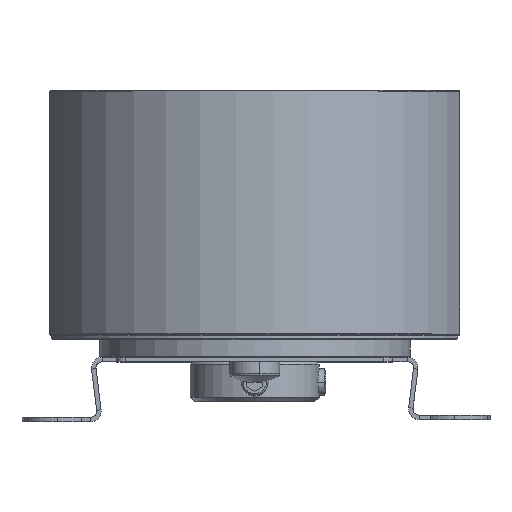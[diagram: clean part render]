
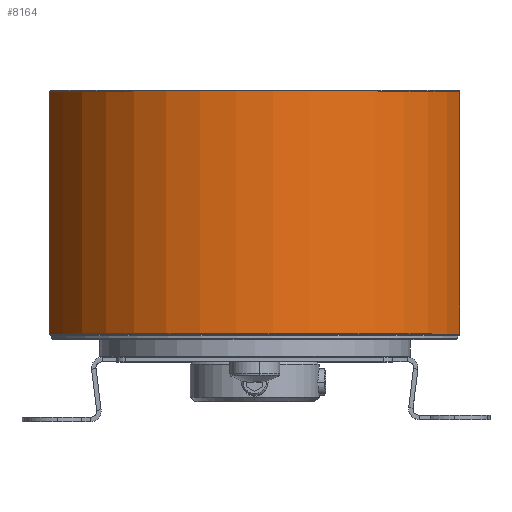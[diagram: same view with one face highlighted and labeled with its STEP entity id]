
A CAD part, top view. The second image highlights one B-rep face of the part: STEP entity #8164.
In plain terms, the highlighted cylindrical face has radius 24 mm (diameter 48 mm), a partial arc.
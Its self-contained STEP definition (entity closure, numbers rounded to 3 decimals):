
#448 = CARTESIAN_POINT ( 'NONE',  ( 23.041, 18.5, 6.717 ) ) ;
#692 = VERTEX_POINT ( 'NONE', #1556 ) ;
#792 = CARTESIAN_POINT ( 'NONE',  ( 0., 18.5, 0. ) ) ;
#851 = DIRECTION ( 'NONE',  ( 1., 0., 0. ) ) ;
#1235 = CIRCLE ( 'NONE', #15239, 24. ) ;
#1556 = CARTESIAN_POINT ( 'NONE',  ( 23.041, 2.6, 6.717 ) ) ;
#1888 = EDGE_CURVE ( 'NONE', #13763, #12993, #11217, .T. ) ;
#1890 = ORIENTED_EDGE ( 'NONE', *, *, #10117, .T. ) ;
#2449 = CARTESIAN_POINT ( 'NONE',  ( 0., 29.9, 0. ) ) ;
#2519 = DIRECTION ( 'NONE',  ( 0., 1., 0. ) ) ;
#4158 = FACE_OUTER_BOUND ( 'NONE', #19140, .T. ) ;
#4321 = EDGE_CURVE ( 'NONE', #12993, #13292, #6409, .T. ) ;
#5863 = VECTOR ( 'NONE', #9014, 1000. ) ;
#6112 = AXIS2_PLACEMENT_3D ( 'NONE', #2449, #9848, #11204 ) ;
#6409 = LINE ( 'NONE', #8823, #10798 ) ;
#7092 = CARTESIAN_POINT ( 'NONE',  ( -23.039, 2.6, 6.722 ) ) ;
#7177 = ORIENTED_EDGE ( 'NONE', *, *, #1888, .T. ) ;
#8164 = ADVANCED_FACE ( 'NONE', ( #4158 ), #17993, .T. ) ;
#8698 = DIRECTION ( 'NONE',  ( 0., -1., 0. ) ) ;
#8823 = CARTESIAN_POINT ( 'NONE',  ( -23.039, 18.5, 6.722 ) ) ;
#9014 = DIRECTION ( 'NONE',  ( 0., 1., 0. ) ) ;
#9797 = DIRECTION ( 'NONE',  ( 0., 1., 0. ) ) ;
#9848 = DIRECTION ( 'NONE',  ( 0., -1., 0. ) ) ;
#10117 = EDGE_CURVE ( 'NONE', #13292, #692, #1235, .T. ) ;
#10798 = VECTOR ( 'NONE', #8698, 1000. ) ;
#11204 = DIRECTION ( 'NONE',  ( -1., 0., 0. ) ) ;
#11217 = CIRCLE ( 'NONE', #6112, 24. ) ;
#12819 = DIRECTION ( 'NONE',  ( 1., 0., 0. ) ) ;
#12993 = VERTEX_POINT ( 'NONE', #16990 ) ;
#13038 = ORIENTED_EDGE ( 'NONE', *, *, #16910, .T. ) ;
#13292 = VERTEX_POINT ( 'NONE', #7092 ) ;
#13763 = VERTEX_POINT ( 'NONE', #14828 ) ;
#14667 = LINE ( 'NONE', #448, #5863 ) ;
#14828 = CARTESIAN_POINT ( 'NONE',  ( 23.041, 29.9, 6.717 ) ) ;
#15239 = AXIS2_PLACEMENT_3D ( 'NONE', #17229, #2519, #12819 ) ;
#15826 = AXIS2_PLACEMENT_3D ( 'NONE', #792, #9797, #851 ) ;
#16910 = EDGE_CURVE ( 'NONE', #692, #13763, #14667, .T. ) ;
#16990 = CARTESIAN_POINT ( 'NONE',  ( -23.039, 29.9, 6.722 ) ) ;
#17229 = CARTESIAN_POINT ( 'NONE',  ( 0., 2.6, 0. ) ) ;
#17360 = ORIENTED_EDGE ( 'NONE', *, *, #4321, .T. ) ;
#17993 = CYLINDRICAL_SURFACE ( 'NONE', #15826, 24. ) ;
#19140 = EDGE_LOOP ( 'NONE', ( #13038, #7177, #17360, #1890 ) ) ;
